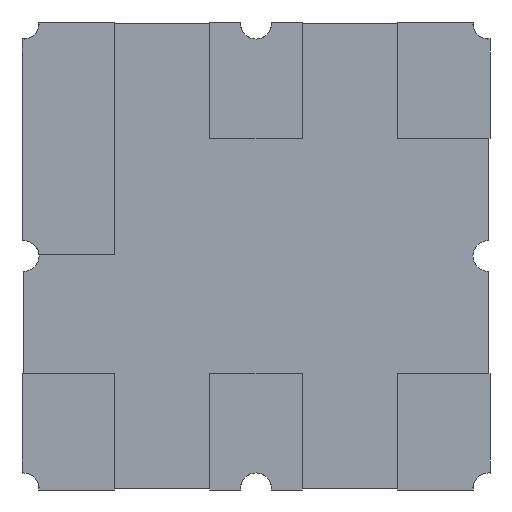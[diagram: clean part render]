
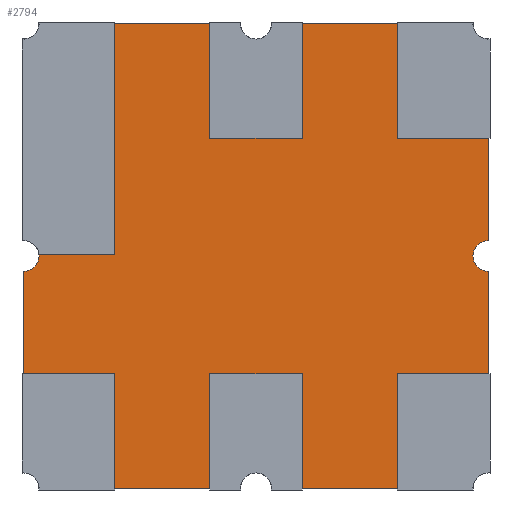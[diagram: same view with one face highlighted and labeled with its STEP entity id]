
A CAD part, front view. The second image highlights one B-rep face of the part: STEP entity #2794.
In plain terms, the highlighted planar face has unit normal (0, -1, 0).
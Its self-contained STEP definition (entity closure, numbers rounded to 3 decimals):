
#19 = VECTOR ( 'NONE', #3019, 1000. ) ;
#44 = DIRECTION ( 'NONE',  ( 0., 0., -1. ) ) ;
#49 = DIRECTION ( 'NONE',  ( 0., 0., -1. ) ) ;
#52 = VERTEX_POINT ( 'NONE', #827 ) ;
#61 = VERTEX_POINT ( 'NONE', #884 ) ;
#76 = CARTESIAN_POINT ( 'NONE',  ( 0., 0., -1.5 ) ) ;
#86 = CARTESIAN_POINT ( 'NONE',  ( -1.5, 0., 1.5 ) ) ;
#142 = CARTESIAN_POINT ( 'NONE',  ( 1.5, 0., 1.4 ) ) ;
#185 = CARTESIAN_POINT ( 'NONE',  ( 1.4, 0., 1.5 ) ) ;
#211 = AXIS2_PLACEMENT_3D ( 'NONE', #1164, #2250, #869 ) ;
#212 = FACE_OUTER_BOUND ( 'NONE', #3033, .T. ) ;
#246 = VERTEX_POINT ( 'NONE', #544 ) ;
#248 = DIRECTION ( 'NONE',  ( 0., -1., 0. ) ) ;
#258 = AXIS2_PLACEMENT_3D ( 'NONE', #2933, #1235, #3236 ) ;
#265 = ORIENTED_EDGE ( 'NONE', *, *, #2111, .F. ) ;
#266 = CIRCLE ( 'NONE', #2007, 0.1 ) ;
#294 = EDGE_CURVE ( 'NONE', #3536, #3489, #2912, .T. ) ;
#296 = DIRECTION ( 'NONE',  ( 0., 0., -1. ) ) ;
#324 = VERTEX_POINT ( 'NONE', #383 ) ;
#383 = CARTESIAN_POINT ( 'NONE',  ( -1.5, 0., 0.1 ) ) ;
#394 = VERTEX_POINT ( 'NONE', #2587 ) ;
#401 = VECTOR ( 'NONE', #2386, 1000. ) ;
#402 = ORIENTED_EDGE ( 'NONE', *, *, #2810, .F. ) ;
#405 = CARTESIAN_POINT ( 'NONE',  ( 0., 0., -1.4 ) ) ;
#436 = VERTEX_POINT ( 'NONE', #715 ) ;
#451 = CARTESIAN_POINT ( 'NONE',  ( -1.5, 0., 1.5 ) ) ;
#503 = EDGE_CURVE ( 'NONE', #394, #324, #3452, .T. ) ;
#539 = DIRECTION ( 'NONE',  ( 0., 0., -1. ) ) ;
#544 = CARTESIAN_POINT ( 'NONE',  ( 1.5, 0., -0.1 ) ) ;
#569 = CARTESIAN_POINT ( 'NONE',  ( 1.5, 0., -1.5 ) ) ;
#593 = ORIENTED_EDGE ( 'NONE', *, *, #2721, .F. ) ;
#643 = CARTESIAN_POINT ( 'NONE',  ( 1.5, 0., 1.5 ) ) ;
#648 = VERTEX_POINT ( 'NONE', #2110 ) ;
#686 = DIRECTION ( 'NONE',  ( 0., 0., -1. ) ) ;
#702 = CARTESIAN_POINT ( 'NONE',  ( -1.5, 0., -1.5 ) ) ;
#713 = LINE ( 'NONE', #1781, #924 ) ;
#715 = CARTESIAN_POINT ( 'NONE',  ( -1.5, 0., 1.4 ) ) ;
#773 = DIRECTION ( 'NONE',  ( 0., 0., 1. ) ) ;
#782 = AXIS2_PLACEMENT_3D ( 'NONE', #643, #2938, #3197 ) ;
#800 = AXIS2_PLACEMENT_3D ( 'NONE', #76, #2330, #44 ) ;
#827 = CARTESIAN_POINT ( 'NONE',  ( 0.1, 0., 1.5 ) ) ;
#869 = DIRECTION ( 'NONE',  ( 0., 0., -1. ) ) ;
#884 = CARTESIAN_POINT ( 'NONE',  ( -0.1, 0., 1.5 ) ) ;
#923 = DIRECTION ( 'NONE',  ( 0., 0., -1. ) ) ;
#924 = VECTOR ( 'NONE', #928, 1000. ) ;
#928 = DIRECTION ( 'NONE',  ( 0., 0., -1. ) ) ;
#943 = VERTEX_POINT ( 'NONE', #185 ) ;
#954 = CARTESIAN_POINT ( 'NONE',  ( 0., 0., -1.5 ) ) ;
#964 = ORIENTED_EDGE ( 'NONE', *, *, #503, .F. ) ;
#1005 = VERTEX_POINT ( 'NONE', #1946 ) ;
#1164 = CARTESIAN_POINT ( 'NONE',  ( 0., 0., 1.5 ) ) ;
#1174 = ORIENTED_EDGE ( 'NONE', *, *, #1220, .F. ) ;
#1209 = ORIENTED_EDGE ( 'NONE', *, *, #2958, .F. ) ;
#1217 = CIRCLE ( 'NONE', #2098, 0.1 ) ;
#1220 = EDGE_CURVE ( 'NONE', #61, #52, #3227, .T. ) ;
#1228 = ORIENTED_EDGE ( 'NONE', *, *, #1242, .F. ) ;
#1230 = ORIENTED_EDGE ( 'NONE', *, *, #2788, .F. ) ;
#1233 = CARTESIAN_POINT ( 'NONE',  ( 1.5, 0., -1.4 ) ) ;
#1234 = VERTEX_POINT ( 'NONE', #2006 ) ;
#1235 = DIRECTION ( 'NONE',  ( 0., -1., 0. ) ) ;
#1242 = EDGE_CURVE ( 'NONE', #2731, #2645, #1663, .T. ) ;
#1247 = ORIENTED_EDGE ( 'NONE', *, *, #3319, .F. ) ;
#1259 = LINE ( 'NONE', #451, #401 ) ;
#1297 = LINE ( 'NONE', #3282, #2746 ) ;
#1310 = EDGE_CURVE ( 'NONE', #436, #2641, #1217, .T. ) ;
#1326 = PLANE ( 'NONE',  #1823 ) ;
#1364 = ORIENTED_EDGE ( 'NONE', *, *, #1310, .F. ) ;
#1365 = VERTEX_POINT ( 'NONE', #3103 ) ;
#1459 = CARTESIAN_POINT ( 'NONE',  ( -1.4, 0., 1.5 ) ) ;
#1461 = EDGE_CURVE ( 'NONE', #1005, #1234, #3369, .T. ) ;
#1485 = CARTESIAN_POINT ( 'NONE',  ( 1.4, 0., -1.5 ) ) ;
#1508 = EDGE_CURVE ( 'NONE', #3550, #1365, #1933, .T. ) ;
#1556 = ORIENTED_EDGE ( 'NONE', *, *, #1733, .F. ) ;
#1663 = CIRCLE ( 'NONE', #800, 0.1 ) ;
#1671 = DIRECTION ( 'NONE',  ( 0., -1., 0. ) ) ;
#1684 = CARTESIAN_POINT ( 'NONE',  ( 1.5, 0., 1.5 ) ) ;
#1733 = EDGE_CURVE ( 'NONE', #943, #3550, #3094, .T. ) ;
#1781 = CARTESIAN_POINT ( 'NONE',  ( 1.5, 0., 1.5 ) ) ;
#1803 = DIRECTION ( 'NONE',  ( 0., -1., 0. ) ) ;
#1823 = AXIS2_PLACEMENT_3D ( 'NONE', #2530, #248, #539 ) ;
#1830 = AXIS2_PLACEMENT_3D ( 'NONE', #569, #1671, #296 ) ;
#1881 = LINE ( 'NONE', #3310, #19 ) ;
#1931 = LINE ( 'NONE', #2486, #3272 ) ;
#1933 = LINE ( 'NONE', #1684, #3330 ) ;
#1946 = CARTESIAN_POINT ( 'NONE',  ( -1.4, 0., -1.5 ) ) ;
#1947 = CIRCLE ( 'NONE', #2069, 0.1 ) ;
#2006 = CARTESIAN_POINT ( 'NONE',  ( -1.5, 0., -1.4 ) ) ;
#2007 = AXIS2_PLACEMENT_3D ( 'NONE', #954, #2272, #923 ) ;
#2034 = DIRECTION ( 'NONE',  ( 1., 0., 0. ) ) ;
#2069 = AXIS2_PLACEMENT_3D ( 'NONE', #2852, #2568, #49 ) ;
#2098 = AXIS2_PLACEMENT_3D ( 'NONE', #2712, #2102, #686 ) ;
#2102 = DIRECTION ( 'NONE',  ( 0., -1., 0. ) ) ;
#2110 = CARTESIAN_POINT ( 'NONE',  ( 0.1, 0., -1.5 ) ) ;
#2111 = EDGE_CURVE ( 'NONE', #648, #2731, #266, .T. ) ;
#2136 = EDGE_CURVE ( 'NONE', #1365, #246, #1947, .T. ) ;
#2153 = ORIENTED_EDGE ( 'NONE', *, *, #2979, .F. ) ;
#2229 = ORIENTED_EDGE ( 'NONE', *, *, #2136, .F. ) ;
#2234 = DIRECTION ( 'NONE',  ( 0., 0., -1. ) ) ;
#2250 = DIRECTION ( 'NONE',  ( 0., -1., 0. ) ) ;
#2272 = DIRECTION ( 'NONE',  ( 0., -1., 0. ) ) ;
#2324 = DIRECTION ( 'NONE',  ( 0., 0., -1. ) ) ;
#2330 = DIRECTION ( 'NONE',  ( 0., -1., 0. ) ) ;
#2355 = LINE ( 'NONE', #86, #2554 ) ;
#2386 = DIRECTION ( 'NONE',  ( 0., 0., 1. ) ) ;
#2391 = DIRECTION ( 'NONE',  ( -1., 0., 0. ) ) ;
#2486 = CARTESIAN_POINT ( 'NONE',  ( -1.5, 0., 1.5 ) ) ;
#2530 = CARTESIAN_POINT ( 'NONE',  ( 0., 0., 0. ) ) ;
#2554 = VECTOR ( 'NONE', #2034, 1000. ) ;
#2568 = DIRECTION ( 'NONE',  ( 0., -1., 0. ) ) ;
#2572 = VECTOR ( 'NONE', #2391, 1000. ) ;
#2587 = CARTESIAN_POINT ( 'NONE',  ( -1.5, 0., -0.1 ) ) ;
#2641 = VERTEX_POINT ( 'NONE', #1459 ) ;
#2645 = VERTEX_POINT ( 'NONE', #2665 ) ;
#2665 = CARTESIAN_POINT ( 'NONE',  ( -0.1, 0., -1.5 ) ) ;
#2708 = AXIS2_PLACEMENT_3D ( 'NONE', #702, #1803, #2324 ) ;
#2712 = CARTESIAN_POINT ( 'NONE',  ( -1.5, 0., 1.5 ) ) ;
#2721 = EDGE_CURVE ( 'NONE', #2641, #61, #2355, .T. ) ;
#2731 = VERTEX_POINT ( 'NONE', #405 ) ;
#2746 = VECTOR ( 'NONE', #773, 1000. ) ;
#2788 = EDGE_CURVE ( 'NONE', #2645, #1005, #1881, .T. ) ;
#2791 = DIRECTION ( 'NONE',  ( 1., 0., 0. ) ) ;
#2794 = ADVANCED_FACE ( 'NONE', ( #212 ), #1326, .T. ) ;
#2810 = EDGE_CURVE ( 'NONE', #52, #943, #1931, .T. ) ;
#2852 = CARTESIAN_POINT ( 'NONE',  ( 1.5, 0., 0. ) ) ;
#2912 = CIRCLE ( 'NONE', #1830, 0.1 ) ;
#2933 = CARTESIAN_POINT ( 'NONE',  ( -1.5, 0., 0. ) ) ;
#2938 = DIRECTION ( 'NONE',  ( 0., -1., 0. ) ) ;
#2958 = EDGE_CURVE ( 'NONE', #3489, #648, #3595, .T. ) ;
#2959 = CARTESIAN_POINT ( 'NONE',  ( -1.5, 0., -1.5 ) ) ;
#2979 = EDGE_CURVE ( 'NONE', #1234, #394, #1297, .T. ) ;
#3019 = DIRECTION ( 'NONE',  ( -1., 0., 0. ) ) ;
#3033 = EDGE_LOOP ( 'NONE', ( #3413, #1230, #1228, #265, #1209, #3470, #3553, #2229, #3525, #1556, #402, #1174, #593, #1364, #1247, #964, #2153 ) ) ;
#3094 = CIRCLE ( 'NONE', #782, 0.1 ) ;
#3103 = CARTESIAN_POINT ( 'NONE',  ( 1.5, 0., 0.1 ) ) ;
#3197 = DIRECTION ( 'NONE',  ( 0., 0., -1. ) ) ;
#3227 = CIRCLE ( 'NONE', #211, 0.1 ) ;
#3236 = DIRECTION ( 'NONE',  ( 0., 0., -1. ) ) ;
#3272 = VECTOR ( 'NONE', #2791, 1000. ) ;
#3282 = CARTESIAN_POINT ( 'NONE',  ( -1.5, 0., 1.5 ) ) ;
#3310 = CARTESIAN_POINT ( 'NONE',  ( -1.5, 0., -1.5 ) ) ;
#3319 = EDGE_CURVE ( 'NONE', #324, #436, #1259, .T. ) ;
#3330 = VECTOR ( 'NONE', #2234, 1000. ) ;
#3369 = CIRCLE ( 'NONE', #2708, 0.1 ) ;
#3413 = ORIENTED_EDGE ( 'NONE', *, *, #1461, .F. ) ;
#3452 = CIRCLE ( 'NONE', #258, 0.1 ) ;
#3470 = ORIENTED_EDGE ( 'NONE', *, *, #294, .F. ) ;
#3489 = VERTEX_POINT ( 'NONE', #1485 ) ;
#3525 = ORIENTED_EDGE ( 'NONE', *, *, #1508, .F. ) ;
#3536 = VERTEX_POINT ( 'NONE', #1233 ) ;
#3550 = VERTEX_POINT ( 'NONE', #142 ) ;
#3553 = ORIENTED_EDGE ( 'NONE', *, *, #3569, .F. ) ;
#3569 = EDGE_CURVE ( 'NONE', #246, #3536, #713, .T. ) ;
#3595 = LINE ( 'NONE', #2959, #2572 ) ;
